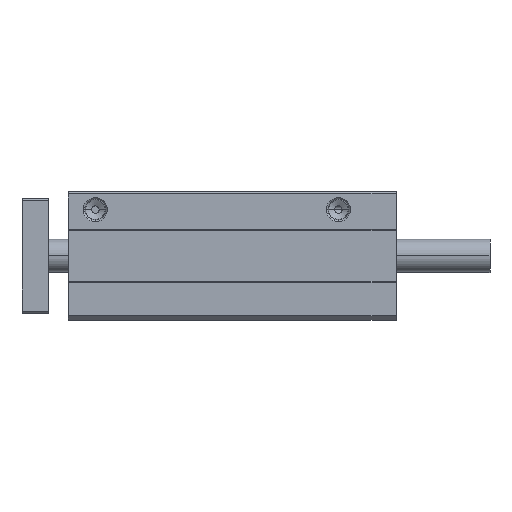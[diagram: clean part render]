
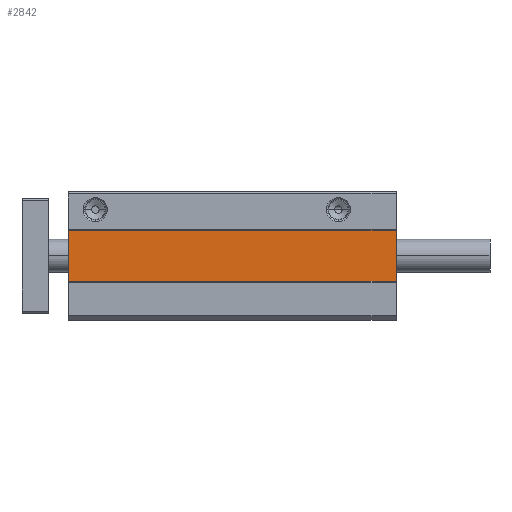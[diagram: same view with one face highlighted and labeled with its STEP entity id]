
A CAD part, top view. The second image highlights one B-rep face of the part: STEP entity #2842.
In plain terms, the highlighted planar face has unit normal (0, 0, 1).
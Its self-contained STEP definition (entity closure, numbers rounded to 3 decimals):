
#82 = ORIENTED_EDGE ( 'NONE', *, *, #10597, .F. ) ;
#365 = CARTESIAN_POINT ( 'NONE',  ( 199., -15.5, 80.4 ) ) ;
#721 = DIRECTION ( 'NONE',  ( 1., 0., 0. ) ) ;
#2086 = VECTOR ( 'NONE', #8301, 1000. ) ;
#2365 = VERTEX_POINT ( 'NONE', #12915 ) ;
#2842 = ADVANCED_FACE ( 'NONE', ( #7503 ), #5538, .T. ) ;
#3254 = CARTESIAN_POINT ( 'NONE',  ( 199., -15.5, 80.4 ) ) ;
#3830 = EDGE_CURVE ( 'NONE', #7144, #2365, #4873, .T. ) ;
#3841 = DIRECTION ( 'NONE',  ( 0., 0., 1. ) ) ;
#3917 = VECTOR ( 'NONE', #10953, 1000. ) ;
#4472 = CARTESIAN_POINT ( 'NONE',  ( 0., 15.5, 80.4 ) ) ;
#4873 = LINE ( 'NONE', #6057, #12034 ) ;
#5135 = CARTESIAN_POINT ( 'NONE',  ( 199., 15.5, 80.4 ) ) ;
#5538 = PLANE ( 'NONE',  #11862 ) ;
#6057 = CARTESIAN_POINT ( 'NONE',  ( 0., -15.5, 80.4 ) ) ;
#6360 = LINE ( 'NONE', #6491, #9828 ) ;
#6491 = CARTESIAN_POINT ( 'NONE',  ( 0., -15.5, 80.4 ) ) ;
#6659 = EDGE_CURVE ( 'NONE', #7144, #8400, #9093, .T. ) ;
#6706 = ORIENTED_EDGE ( 'NONE', *, *, #6659, .F. ) ;
#7144 = VERTEX_POINT ( 'NONE', #4472 ) ;
#7503 = FACE_OUTER_BOUND ( 'NONE', #11773, .T. ) ;
#8301 = DIRECTION ( 'NONE',  ( 0., 1., 0. ) ) ;
#8396 = DIRECTION ( 'NONE',  ( -1., 0., 0. ) ) ;
#8400 = VERTEX_POINT ( 'NONE', #5135 ) ;
#8517 = LINE ( 'NONE', #365, #2086 ) ;
#8717 = VERTEX_POINT ( 'NONE', #3254 ) ;
#9093 = LINE ( 'NONE', #10092, #3917 ) ;
#9828 = VECTOR ( 'NONE', #8396, 1000. ) ;
#9857 = ORIENTED_EDGE ( 'NONE', *, *, #12411, .T. ) ;
#10092 = CARTESIAN_POINT ( 'NONE',  ( 0., 15.5, 80.4 ) ) ;
#10585 = ORIENTED_EDGE ( 'NONE', *, *, #3830, .T. ) ;
#10597 = EDGE_CURVE ( 'NONE', #8717, #2365, #6360, .T. ) ;
#10899 = DIRECTION ( 'NONE',  ( 0., -1., 0. ) ) ;
#10953 = DIRECTION ( 'NONE',  ( 1., 0., 0. ) ) ;
#11773 = EDGE_LOOP ( 'NONE', ( #10585, #82, #9857, #6706 ) ) ;
#11862 = AXIS2_PLACEMENT_3D ( 'NONE', #12914, #3841, #721 ) ;
#12034 = VECTOR ( 'NONE', #10899, 1000. ) ;
#12411 = EDGE_CURVE ( 'NONE', #8717, #8400, #8517, .T. ) ;
#12914 = CARTESIAN_POINT ( 'NONE',  ( 0., -15.5, 80.4 ) ) ;
#12915 = CARTESIAN_POINT ( 'NONE',  ( 0., -15.5, 80.4 ) ) ;
